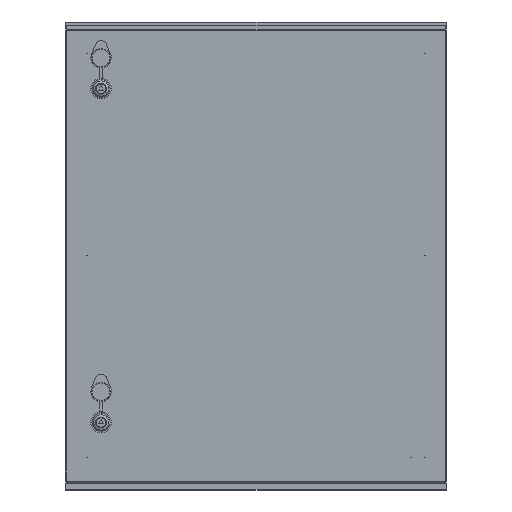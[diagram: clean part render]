
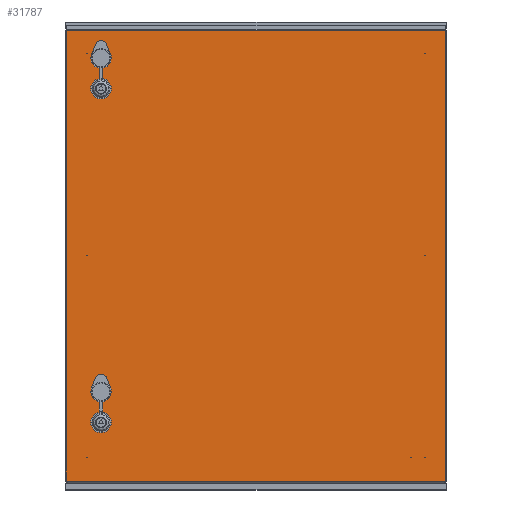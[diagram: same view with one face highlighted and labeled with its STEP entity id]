
A CAD part, top view. The second image highlights one B-rep face of the part: STEP entity #31787.
In plain terms, the highlighted planar face has unit normal (0, 0, 1).
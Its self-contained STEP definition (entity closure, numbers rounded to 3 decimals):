
#33 = FACE_BOUND ( 'NONE', #23151, .T. ) ;
#2095 = FACE_BOUND ( 'NONE', #60275, .T. ) ;
#3342 = DIRECTION ( 'NONE',  ( 1., 0., 0. ) ) ;
#3486 = EDGE_CURVE ( 'NONE', #49222, #10254, #82478, .T. ) ;
#3539 = DIRECTION ( 'NONE',  ( 0., 0., 1. ) ) ;
#3989 = CARTESIAN_POINT ( 'NONE',  ( 288.466, 0.5, 128.3 ) ) ;
#4118 = DIRECTION ( 'NONE',  ( 0., 1., 0. ) ) ;
#5415 = CARTESIAN_POINT ( 'NONE',  ( -264.634, -267., 128.3 ) ) ;
#5678 = VERTEX_POINT ( 'NONE', #67849 ) ;
#6359 = CARTESIAN_POINT ( 'NONE',  ( 0.366, -384.5, 128.3 ) ) ;
#9098 = ORIENTED_EDGE ( 'NONE', *, *, #42608, .F. ) ;
#9712 = EDGE_LOOP ( 'NONE', ( #35932 ) ) ;
#10254 = VERTEX_POINT ( 'NONE', #45020 ) ;
#10539 = ORIENTED_EDGE ( 'NONE', *, *, #25927, .F. ) ;
#11011 = ORIENTED_EDGE ( 'NONE', *, *, #14037, .F. ) ;
#11714 = CARTESIAN_POINT ( 'NONE',  ( 324.366, -384.5, 128.3 ) ) ;
#13221 = VECTOR ( 'NONE', #58500, 1000. ) ;
#13230 = CARTESIAN_POINT ( 'NONE',  ( 288.466, -344.5, 128.3 ) ) ;
#14037 = EDGE_CURVE ( 'NONE', #5678, #49222, #32015, .T. ) ;
#14937 = DIRECTION ( 'NONE',  ( 0., 0., 1. ) ) ;
#15062 = CIRCLE ( 'NONE', #41163, 0.5 ) ;
#15257 = AXIS2_PLACEMENT_3D ( 'NONE', #82148, #43120, #4118 ) ;
#15312 = CARTESIAN_POINT ( 'NONE',  ( -289.534, 345.5, 128.3 ) ) ;
#15407 = FACE_BOUND ( 'NONE', #68715, .T. ) ;
#16356 = CIRCLE ( 'NONE', #73064, 0.5 ) ;
#17448 = FACE_BOUND ( 'NONE', #35109, .T. ) ;
#17547 = AXIS2_PLACEMENT_3D ( 'NONE', #19820, #65368, #26345 ) ;
#17774 = EDGE_CURVE ( 'NONE', #49573, #49573, #16356, .T. ) ;
#18195 = CARTESIAN_POINT ( 'NONE',  ( 264.366, -344.5, 128.3 ) ) ;
#19268 = CARTESIAN_POINT ( 'NONE',  ( -323.634, 0.5, 128.3 ) ) ;
#19344 = CARTESIAN_POINT ( 'NONE',  ( -323.634, 385.5, 128.3 ) ) ;
#19481 = FACE_BOUND ( 'NONE', #71771, .T. ) ;
#19655 = CIRCLE ( 'NONE', #17547, 0.5 ) ;
#19820 = CARTESIAN_POINT ( 'NONE',  ( 288.966, 0.5, 128.3 ) ) ;
#20077 = VERTEX_POINT ( 'NONE', #40028 ) ;
#20698 = EDGE_CURVE ( 'NONE', #20077, #20077, #34810, .T. ) ;
#23151 = EDGE_LOOP ( 'NONE', ( #9098 ) ) ;
#23550 = ORIENTED_EDGE ( 'NONE', *, *, #77007, .F. ) ;
#23902 = CARTESIAN_POINT ( 'NONE',  ( -289.034, 345.5, 128.3 ) ) ;
#24400 = DIRECTION ( 'NONE',  ( 0., 0., 1. ) ) ;
#24451 = DIRECTION ( 'NONE',  ( 0., 0., 1. ) ) ;
#24720 = DIRECTION ( 'NONE',  ( -1., 0., 0. ) ) ;
#24757 = CIRCLE ( 'NONE', #15257, 17.5 ) ;
#25123 = EDGE_CURVE ( 'NONE', #47470, #47470, #77489, .T. ) ;
#25927 = EDGE_CURVE ( 'NONE', #10254, #53886, #47782, .T. ) ;
#26345 = DIRECTION ( 'NONE',  ( -1., 0., 0. ) ) ;
#29968 = VECTOR ( 'NONE', #63314, 1000. ) ;
#30435 = DIRECTION ( 'NONE',  ( -1., 0., 0. ) ) ;
#30477 = CIRCLE ( 'NONE', #47616, 0.5 ) ;
#31029 = VERTEX_POINT ( 'NONE', #13230 ) ;
#31504 = EDGE_LOOP ( 'NONE', ( #46773 ) ) ;
#31687 = VERTEX_POINT ( 'NONE', #43580 ) ;
#31787 = ADVANCED_FACE ( 'NONE', ( #19481, #17448, #2095, #54080, #33, #69373, #67334, #49968, #32697, #15407 ), #59123, .F. ) ;
#32015 = LINE ( 'NONE', #33749, #29968 ) ;
#32697 = FACE_OUTER_BOUND ( 'NONE', #51427, .T. ) ;
#33179 = CARTESIAN_POINT ( 'NONE',  ( 0.366, 0.5, 128.3 ) ) ;
#33749 = CARTESIAN_POINT ( 'NONE',  ( 324.366, 0.5, 128.3 ) ) ;
#34389 = ORIENTED_EDGE ( 'NONE', *, *, #74761, .F. ) ;
#34451 = DIRECTION ( 'NONE',  ( 0., 0., 1. ) ) ;
#34810 = CIRCLE ( 'NONE', #80289, 0.5 ) ;
#35109 = EDGE_LOOP ( 'NONE', ( #60241 ) ) ;
#35932 = ORIENTED_EDGE ( 'NONE', *, *, #25123, .F. ) ;
#36141 = EDGE_LOOP ( 'NONE', ( #38782 ) ) ;
#38782 = ORIENTED_EDGE ( 'NONE', *, *, #20698, .F. ) ;
#39693 = DIRECTION ( 'NONE',  ( -1., 0., 0. ) ) ;
#40028 = CARTESIAN_POINT ( 'NONE',  ( -289.534, -344.5, 128.3 ) ) ;
#41163 = AXIS2_PLACEMENT_3D ( 'NONE', #63389, #24400, #69936 ) ;
#42541 = CARTESIAN_POINT ( 'NONE',  ( -264.634, 285.5, 128.3 ) ) ;
#42608 = EDGE_CURVE ( 'NONE', #31029, #31029, #58266, .T. ) ;
#43120 = DIRECTION ( 'NONE',  ( 0., 0., 1. ) ) ;
#43319 = LINE ( 'NONE', #81101, #58650 ) ;
#43580 = CARTESIAN_POINT ( 'NONE',  ( -264.634, 303., 128.3 ) ) ;
#45020 = CARTESIAN_POINT ( 'NONE',  ( -323.634, -384.5, 128.3 ) ) ;
#45811 = CARTESIAN_POINT ( 'NONE',  ( -289.534, 0.5, 128.3 ) ) ;
#46773 = ORIENTED_EDGE ( 'NONE', *, *, #81038, .F. ) ;
#47470 = VERTEX_POINT ( 'NONE', #15312 ) ;
#47616 = AXIS2_PLACEMENT_3D ( 'NONE', #53895, #14937, #60466 ) ;
#47782 = LINE ( 'NONE', #19268, #63101 ) ;
#49088 = DIRECTION ( 'NONE',  ( 0., 1., 0. ) ) ;
#49222 = VERTEX_POINT ( 'NONE', #11714 ) ;
#49407 = AXIS2_PLACEMENT_3D ( 'NONE', #33179, #78742, #39693 ) ;
#49573 = VERTEX_POINT ( 'NONE', #65432 ) ;
#49968 = FACE_BOUND ( 'NONE', #9712, .T. ) ;
#51427 = EDGE_LOOP ( 'NONE', ( #34389, #10539, #70906, #11011 ) ) ;
#52646 = CARTESIAN_POINT ( 'NONE',  ( 288.466, 345.5, 128.3 ) ) ;
#52768 = EDGE_LOOP ( 'NONE', ( #79617 ) ) ;
#53886 = VERTEX_POINT ( 'NONE', #19344 ) ;
#53895 = CARTESIAN_POINT ( 'NONE',  ( -289.034, 0.5, 128.3 ) ) ;
#54080 = FACE_BOUND ( 'NONE', #52768, .T. ) ;
#57399 = VERTEX_POINT ( 'NONE', #52646 ) ;
#57644 = AXIS2_PLACEMENT_3D ( 'NONE', #42541, #3539, #49088 ) ;
#58138 = EDGE_CURVE ( 'NONE', #76706, #76706, #19655, .T. ) ;
#58266 = CIRCLE ( 'NONE', #82776, 0.5 ) ;
#58500 = DIRECTION ( 'NONE',  ( -1., 0., 0. ) ) ;
#58650 = VECTOR ( 'NONE', #3342, 1000. ) ;
#59123 = PLANE ( 'NONE',  #49407 ) ;
#60241 = ORIENTED_EDGE ( 'NONE', *, *, #17774, .F. ) ;
#60275 = EDGE_LOOP ( 'NONE', ( #82589 ) ) ;
#60466 = DIRECTION ( 'NONE',  ( -1., 0., 0. ) ) ;
#60752 = CIRCLE ( 'NONE', #57644, 17.5 ) ;
#61921 = AXIS2_PLACEMENT_3D ( 'NONE', #23902, #69442, #30435 ) ;
#63101 = VECTOR ( 'NONE', #77903, 1000. ) ;
#63314 = DIRECTION ( 'NONE',  ( 0., -1., 0. ) ) ;
#63389 = CARTESIAN_POINT ( 'NONE',  ( 288.966, 345.5, 128.3 ) ) ;
#63438 = CARTESIAN_POINT ( 'NONE',  ( -289.034, -344.5, 128.3 ) ) ;
#63520 = VERTEX_POINT ( 'NONE', #45811 ) ;
#63722 = DIRECTION ( 'NONE',  ( 0., 0., 1. ) ) ;
#65368 = DIRECTION ( 'NONE',  ( 0., 0., 1. ) ) ;
#65432 = CARTESIAN_POINT ( 'NONE',  ( 263.866, -344.5, 128.3 ) ) ;
#67334 = FACE_BOUND ( 'NONE', #31504, .T. ) ;
#67849 = CARTESIAN_POINT ( 'NONE',  ( 324.366, 385.5, 128.3 ) ) ;
#68715 = EDGE_LOOP ( 'NONE', ( #23550 ) ) ;
#69373 = FACE_BOUND ( 'NONE', #36141, .T. ) ;
#69442 = DIRECTION ( 'NONE',  ( 0., 0., 1. ) ) ;
#69936 = DIRECTION ( 'NONE',  ( -1., 0., 0. ) ) ;
#69983 = DIRECTION ( 'NONE',  ( -1., 0., 0. ) ) ;
#70906 = ORIENTED_EDGE ( 'NONE', *, *, #3486, .F. ) ;
#71771 = EDGE_LOOP ( 'NONE', ( #74125 ) ) ;
#72746 = VERTEX_POINT ( 'NONE', #5415 ) ;
#73064 = AXIS2_PLACEMENT_3D ( 'NONE', #18195, #63722, #24720 ) ;
#73471 = CARTESIAN_POINT ( 'NONE',  ( 288.966, -344.5, 128.3 ) ) ;
#74035 = EDGE_CURVE ( 'NONE', #31687, #31687, #60752, .T. ) ;
#74125 = ORIENTED_EDGE ( 'NONE', *, *, #74035, .F. ) ;
#74761 = EDGE_CURVE ( 'NONE', #53886, #5678, #43319, .T. ) ;
#76706 = VERTEX_POINT ( 'NONE', #3989 ) ;
#77007 = EDGE_CURVE ( 'NONE', #72746, #72746, #24757, .T. ) ;
#77489 = CIRCLE ( 'NONE', #61921, 0.5 ) ;
#77903 = DIRECTION ( 'NONE',  ( 0., 1., 0. ) ) ;
#78742 = DIRECTION ( 'NONE',  ( 0., 0., -1. ) ) ;
#79617 = ORIENTED_EDGE ( 'NONE', *, *, #58138, .F. ) ;
#80027 = DIRECTION ( 'NONE',  ( -1., 0., 0. ) ) ;
#80289 = AXIS2_PLACEMENT_3D ( 'NONE', #63438, #24451, #69983 ) ;
#81038 = EDGE_CURVE ( 'NONE', #63520, #63520, #30477, .T. ) ;
#81101 = CARTESIAN_POINT ( 'NONE',  ( 0.366, 385.5, 128.3 ) ) ;
#82148 = CARTESIAN_POINT ( 'NONE',  ( -264.634, -284.5, 128.3 ) ) ;
#82287 = EDGE_CURVE ( 'NONE', #57399, #57399, #15062, .T. ) ;
#82478 = LINE ( 'NONE', #6359, #13221 ) ;
#82589 = ORIENTED_EDGE ( 'NONE', *, *, #82287, .F. ) ;
#82776 = AXIS2_PLACEMENT_3D ( 'NONE', #73471, #34451, #80027 ) ;
